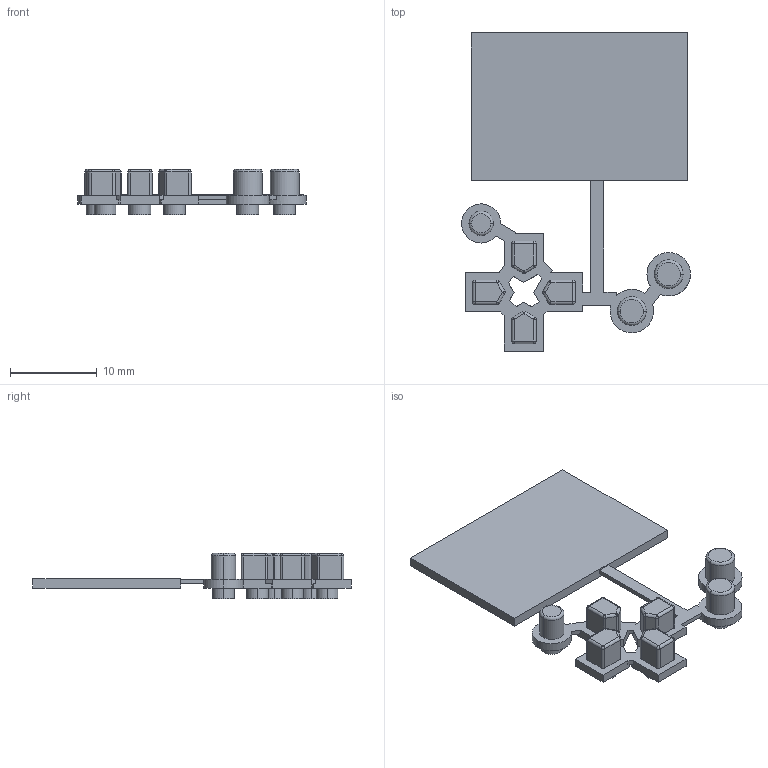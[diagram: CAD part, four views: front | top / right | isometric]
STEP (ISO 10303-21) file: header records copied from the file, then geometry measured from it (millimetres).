
FILE_DESCRIPTION((''),'2;1');
FILE_NAME('ARDUBOY_V3_5_ASM','2020-12-07T00:04:55',('shino'),(''),'CREO PARAMETRIC BY PTC INC, 2020053','CREO PARAMETRIC BY PTC INC, 2020053','');
FILE_SCHEMA(('CONFIG_CONTROL_DESIGN'));
Length unit declared in the file: millimetre
Products named in the file (3): 00; 00100_ASM; ARDUBOY_V3_5_ASM
Assembly tree (2 placements, depth 3):
  ARDUBOY_V3_5_ASM
    00100_ASM
      00
Bounding box: 26.32 x 36.58 x 5.2 mm (x, y, z)
Volume: 847.6 mm3; surface area: 1703.1 mm2
Topology: 1 solids, 1 shells, 187 faces, 447 edges, 276 vertices
Faces by surface type: plane 95, cylinder 66, sphere 20, torus 6
Entity records: 5463 total; most frequent: DIRECTION 985, CARTESIAN_POINT 916, ORIENTED_EDGE 894, EDGE_CURVE 447, AXIS2_PLACEMENT_3D 345, VECTOR 295, LINE 295, VERTEX_POINT 276
